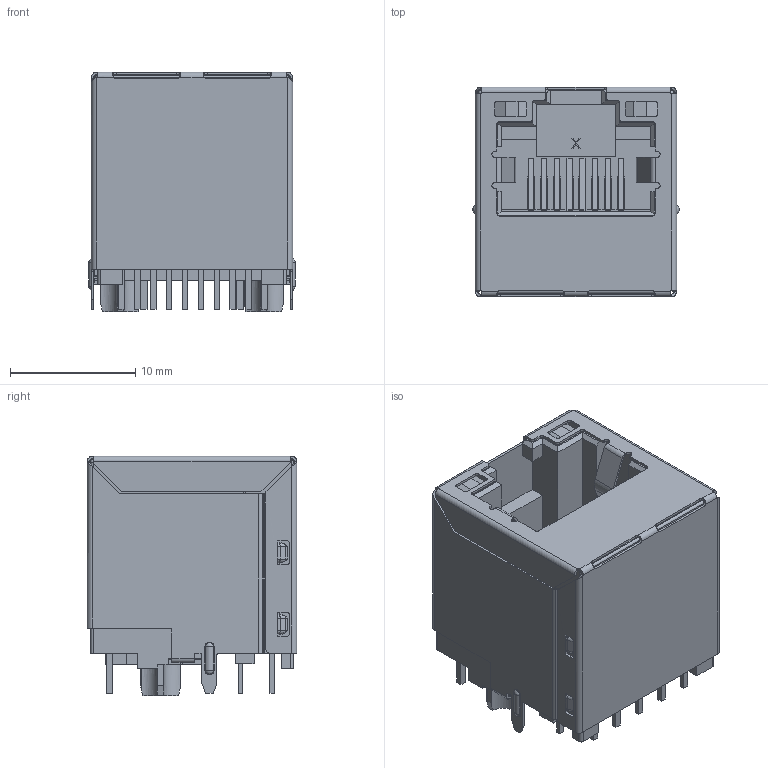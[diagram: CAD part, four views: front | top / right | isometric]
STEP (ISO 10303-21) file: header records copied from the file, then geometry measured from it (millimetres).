
FILE_DESCRIPTION(/* description */ ('Unknown'),/* implementation_level */ '2;1');
FILE_NAME(/* name */ '74981102100',/* time_stamp */ '2019-07-15T10:05:15+02:00',/* author */ ('Unknown'),/* organization */ ('Unknown'),/* preprocessor_version */ 'ST-DEVELOPER v16.7',/* originating_system */ 'DEX',/* authorisation */ $);
FILE_SCHEMA (('AUTOMOTIVE_DESIGN {1 0 10303 214 3 1 1}'));
Products named in the file (2): 74981102100
Assembly tree (1 placements, depth 2):
  74981102100
    74981102100
Bounding box: 16.45 x 16.7 x 19.1 mm (x, y, z)
Volume: 2363.4 mm3; surface area: 7131.5 mm2
Topology: 1 solids, 6 shells, 2097 faces, 6154 edges, 4000 vertices
Faces by surface type: plane 1543, cylinder 448, bspline 52, torus 40, sphere 14
Full cylindrical faces by diameter (mm): 0.4 x48, 0.5 x2
Entity records: 85428 total; most frequent: CARTESIAN_POINT 14950, ORIENTED_EDGE 12154, DIRECTION 10764, EDGE_CURVE 6077, LINE 4858, VECTOR 4858, VERTEX_POINT 3987, AXIS2_PLACEMENT_3D 2953
